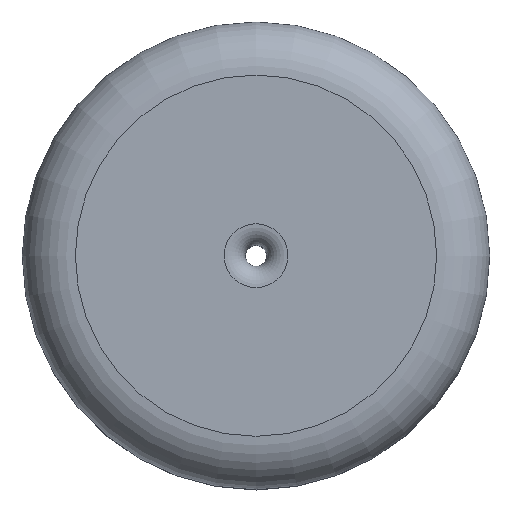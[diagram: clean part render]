
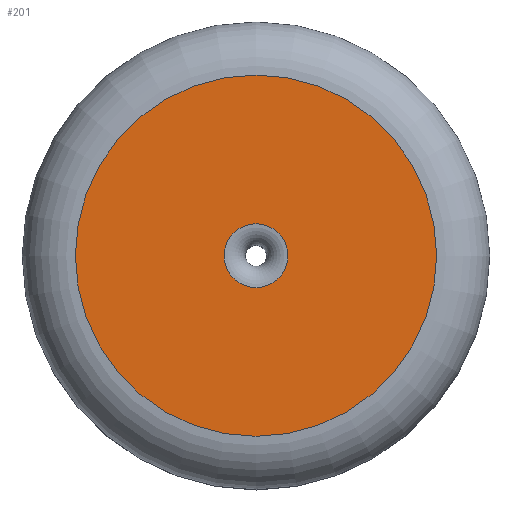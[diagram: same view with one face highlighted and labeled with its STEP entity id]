
A CAD part, top view. The second image highlights one B-rep face of the part: STEP entity #201.
In plain terms, the highlighted planar face has unit normal (0, 0, 1).
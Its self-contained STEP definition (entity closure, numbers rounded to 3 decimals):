
#17=FACE_BOUND('',#59,.T.);
#21=PLANE('',#244);
#42=FACE_OUTER_BOUND('',#58,.T.);
#58=EDGE_LOOP('',(#163));
#59=EDGE_LOOP('',(#164));
#80=CIRCLE('',#242,3.);
#82=CIRCLE('',#245,17.);
#101=VERTEX_POINT('',#373);
#102=VERTEX_POINT('',#377);
#122=EDGE_CURVE('',#101,#101,#80,.T.);
#124=EDGE_CURVE('',#102,#102,#82,.T.);
#163=ORIENTED_EDGE('',*,*,#124,.F.);
#164=ORIENTED_EDGE('',*,*,#122,.F.);
#201=ADVANCED_FACE('',(#42,#17),#21,.T.);
#242=AXIS2_PLACEMENT_3D('',#374,#303,#304);
#244=AXIS2_PLACEMENT_3D('',#376,#307,#308);
#245=AXIS2_PLACEMENT_3D('',#378,#309,#310);
#303=DIRECTION('center_axis',(0.,0.,1.));
#304=DIRECTION('ref_axis',(1.,0.,0.));
#307=DIRECTION('center_axis',(0.,0.,1.));
#308=DIRECTION('ref_axis',(1.,0.,0.));
#309=DIRECTION('center_axis',(0.,0.,-1.));
#310=DIRECTION('ref_axis',(1.,0.,0.));
#373=CARTESIAN_POINT('',(3.,0.,17.5));
#374=CARTESIAN_POINT('Origin',(0.,0.,17.5));
#376=CARTESIAN_POINT('Origin',(0.,0.,17.5));
#377=CARTESIAN_POINT('',(-17.,0.,17.5));
#378=CARTESIAN_POINT('Origin',(0.,0.,17.5));
